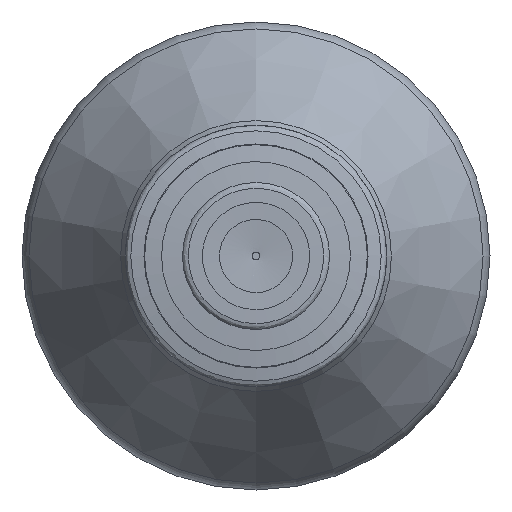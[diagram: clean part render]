
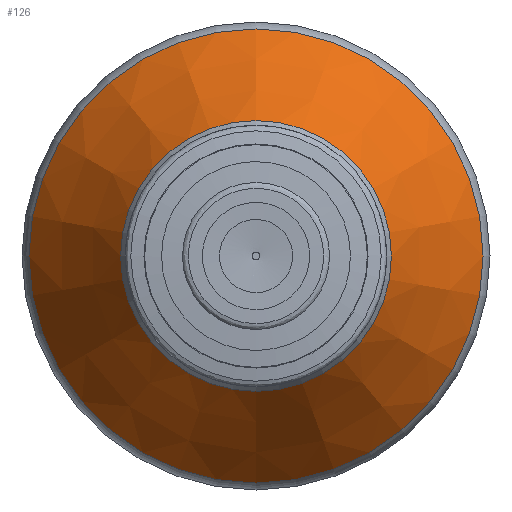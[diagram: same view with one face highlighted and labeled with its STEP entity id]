
A CAD part, left-side view. The second image highlights one B-rep face of the part: STEP entity #126.
In plain terms, the highlighted conical face has half-angle 33.69 degrees and reference radius 16.496 mm.
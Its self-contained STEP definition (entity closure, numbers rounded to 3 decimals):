
#111=CONICAL_SURFACE('',#506,16.496,33.69);
#126=ADVANCED_FACE('',(#182,#183),#111,.T.);
#182=FACE_BOUND('',#251,.T.);
#183=FACE_BOUND('',#252,.T.);
#251=EDGE_LOOP('',(#323));
#252=EDGE_LOOP('',(#324));
#323=ORIENTED_EDGE('',*,*,#419,.T.);
#324=ORIENTED_EDGE('',*,*,#418,.F.);
#382=VERTEX_POINT('',#707);
#383=VERTEX_POINT('',#710);
#418=EDGE_CURVE('',#382,#382,#454,.T.);
#419=EDGE_CURVE('',#383,#383,#455,.T.);
#454=CIRCLE('',#503,16.496);
#455=CIRCLE('',#505,9.84);
#503=AXIS2_PLACEMENT_3D('',#706,#586,#587);
#505=AXIS2_PLACEMENT_3D('',#709,#590,#591);
#506=AXIS2_PLACEMENT_3D('',#711,#592,#593);
#586=DIRECTION('',(1.,0.,0.));
#587=DIRECTION('',(0.,0.,1.));
#590=DIRECTION('',(1.,0.,0.));
#591=DIRECTION('',(0.,0.,1.));
#592=DIRECTION('',(1.,0.,0.));
#593=DIRECTION('',(0.,0.,-1.));
#706=CARTESIAN_POINT('',(54.244,0.,0.));
#707=CARTESIAN_POINT('',(54.244,0.,16.496));
#709=CARTESIAN_POINT('',(44.26,0.,0.));
#710=CARTESIAN_POINT('',(44.26,0.,9.84));
#711=CARTESIAN_POINT('',(54.244,0.,0.));
